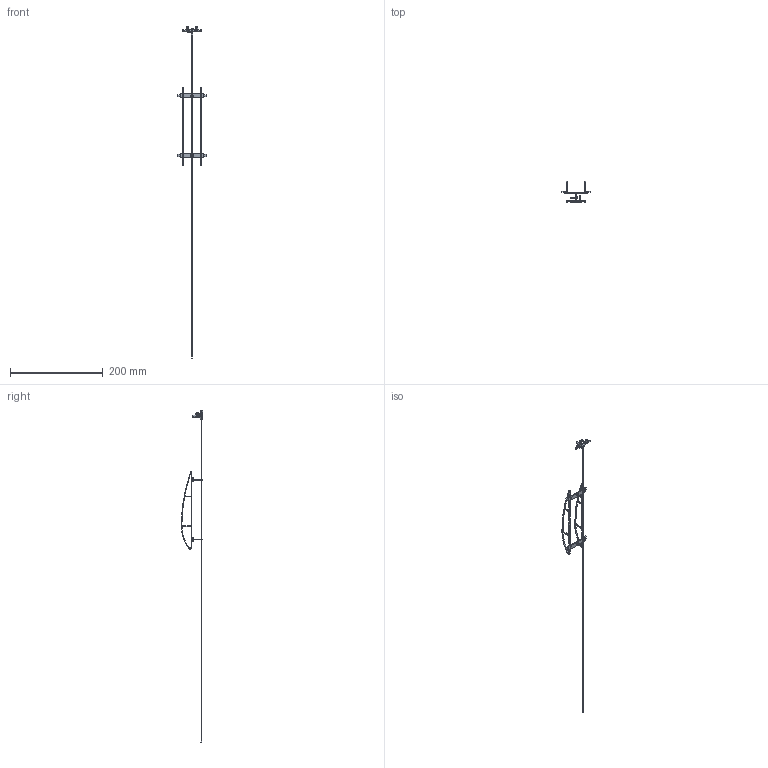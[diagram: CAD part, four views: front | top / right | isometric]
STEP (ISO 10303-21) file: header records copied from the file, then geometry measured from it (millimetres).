
FILE_DESCRIPTION (( 'STEP AP214' ), '1' );
FILE_NAME ('AssemblageSTEP.STEP', '2025-11-03T19:31:36', ( '' ), ( '' ), 'SwSTEP 2.0', 'SolidWorks 2024', '' );
FILE_SCHEMA (( 'AUTOMOTIVE_DESIGN' ));
Length unit declared in the file: millimetre
Products named in the file (10): Base Empennages; Support_Nervure_Aile; Empennage_Support_Tige_Guignole; Tige_Support_Aile; Tige_Carbonne; MirrorAile_Nervure; AssemblageSTEP; Empennage_Support_Tige; Empennages_Assembly; Aile_Nervure
Assembly tree (12 placements, depth 3):
  AssemblageSTEP
    Tige_Carbonne
    Tige_Support_Aile  x2
    Support_Nervure_Aile  x2
    Aile_Nervure
    MirrorAile_Nervure
    Empennages_Assembly
      Base Empennages
      Empennage_Support_Tige
      Empennage_Support_Tige_Guignole  x2
Bounding box: 61.07 x 46.5 x 715.39 mm (x, y, z)
Volume: 7688.3 mm3; surface area: 14908.7 mm2
Topology: 11 solids, 11 shells, 294 faces, 775 edges, 500 vertices
Faces by surface type: cylinder 140, plane 134, cone 16, bspline 4
Entity records: 8474 total; most frequent: CARTESIAN_POINT 2462, DIRECTION 1224, ORIENTED_EDGE 1180, EDGE_CURVE 590, AXIS2_PLACEMENT_3D 435, VERTEX_POINT 382, LINE 354, VECTOR 354
